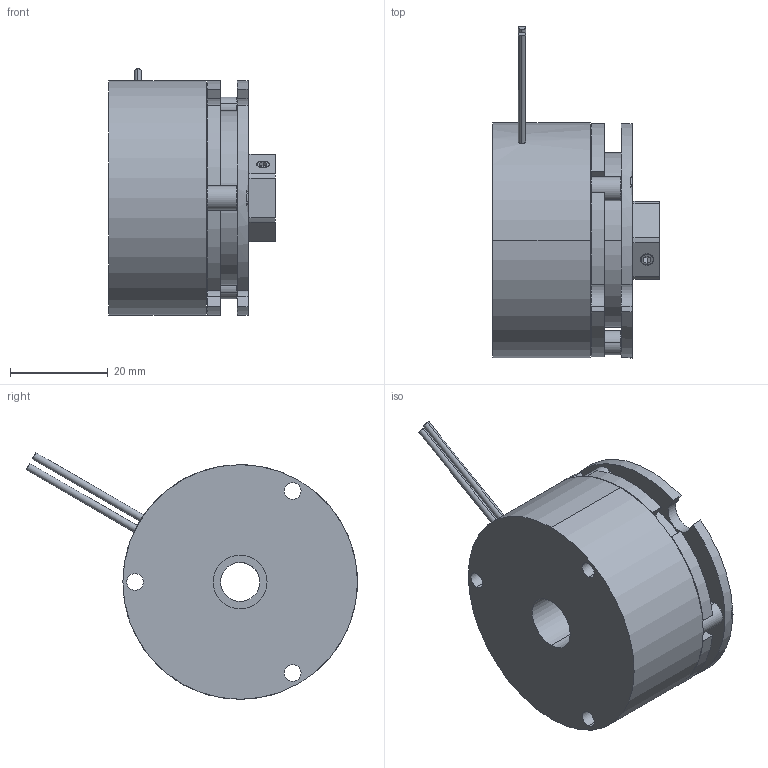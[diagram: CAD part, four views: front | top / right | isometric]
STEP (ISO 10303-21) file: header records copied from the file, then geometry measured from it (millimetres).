
FILE_DESCRIPTION (( 'STEP AP203' ), '1' );
FILE_NAME ('189_TSEB_WebAssy.STEP', '2017-02-23T19:12:10', ( 'Delete' ), ( 'Hewlett-Packard Company' ), 'SwSTEP 2.0', 'SolidWorks 2017', '' );
FILE_SCHEMA (( 'CONFIG_CONTROL_DESIGN' ));
Length unit declared in the file: inch
Products named in the file (1): 189_TSEB_WebAssy
Bounding box: 34.1 x 67.86 x 50.44 mm (x, y, z)
Volume: 45102.3 mm3; surface area: 20477.8 mm2
Topology: 13 solids, 13 shells, 872 faces, 2247 edges, 1396 vertices
Faces by surface type: cone 442, cylinder 290, plane 110, torus 30
Entity records: 27013 total; most frequent: DIRECTION 5256, CARTESIAN_POINT 4663, ORIENTED_EDGE 4462, EDGE_CURVE 2231, AXIS2_PLACEMENT_3D 2163, VERTEX_POINT 1396, CIRCLE 1290, VECTOR 930
